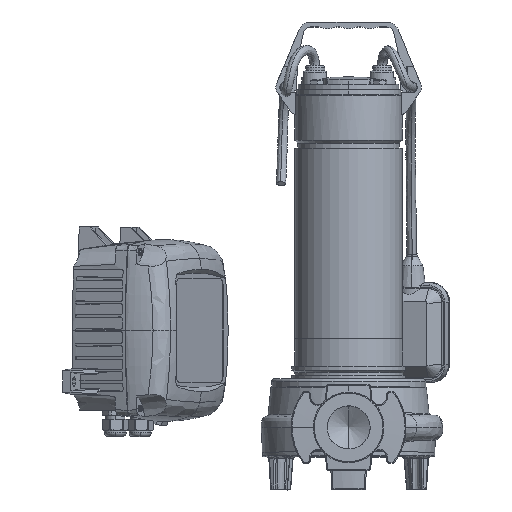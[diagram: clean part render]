
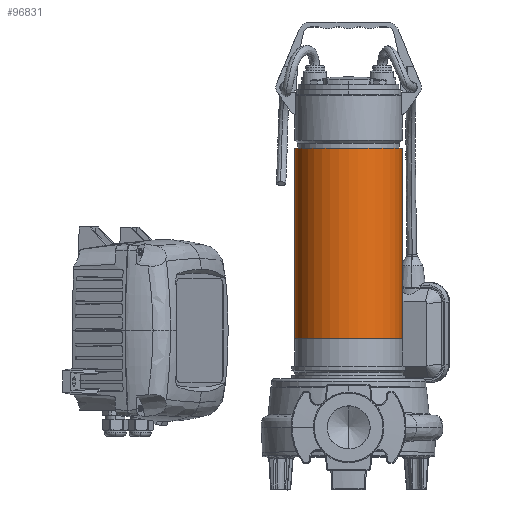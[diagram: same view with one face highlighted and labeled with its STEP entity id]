
A CAD part, top view. The second image highlights one B-rep face of the part: STEP entity #96831.
In plain terms, the highlighted cylindrical face has radius 56 mm (diameter 112 mm), a partial arc.
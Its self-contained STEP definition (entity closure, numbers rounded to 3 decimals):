
#6606 = EDGE_LOOP ( 'NONE', ( #147558, #108553, #111634, #112918 ) ) ;
#10806 = VECTOR ( 'NONE', #185875, 1000. ) ;
#15252 = DIRECTION ( 'NONE',  ( 0., 0., -1. ) ) ;
#25453 = CARTESIAN_POINT ( 'NONE',  ( 0., -56., 322. ) ) ;
#30981 = DIRECTION ( 'NONE',  ( 0., 0., 1. ) ) ;
#31073 = FACE_OUTER_BOUND ( 'NONE', #6606, .T. ) ;
#37219 = CIRCLE ( 'NONE', #71034, 56. ) ;
#48379 = EDGE_CURVE ( 'NONE', #69528, #187070, #135390, .T. ) ;
#51558 = EDGE_CURVE ( 'NONE', #187070, #66874, #143462, .T. ) ;
#62092 = VECTOR ( 'NONE', #154388, 1000. ) ;
#66874 = VERTEX_POINT ( 'NONE', #203584 ) ;
#69528 = VERTEX_POINT ( 'NONE', #25453 ) ;
#70029 = EDGE_CURVE ( 'NONE', #138700, #66874, #202788, .T. ) ;
#71034 = AXIS2_PLACEMENT_3D ( 'NONE', #103693, #119566, #115391 ) ;
#78580 = CARTESIAN_POINT ( 'NONE',  ( 0., 0., 123. ) ) ;
#79728 = DIRECTION ( 'NONE',  ( 0., 1., 0. ) ) ;
#82840 = CYLINDRICAL_SURFACE ( 'NONE', #148342, 56. ) ;
#96831 = ADVANCED_FACE ( 'NONE', ( #31073 ), #82840, .T. ) ;
#97697 = CARTESIAN_POINT ( 'NONE',  ( 0., 0., 322. ) ) ;
#99418 = EDGE_CURVE ( 'NONE', #138700, #69528, #37219, .T. ) ;
#102633 = CARTESIAN_POINT ( 'NONE',  ( 0., -56., 322. ) ) ;
#103693 = CARTESIAN_POINT ( 'NONE',  ( 0., 0., 322. ) ) ;
#108553 = ORIENTED_EDGE ( 'NONE', *, *, #48379, .T. ) ;
#111634 = ORIENTED_EDGE ( 'NONE', *, *, #51558, .T. ) ;
#112918 = ORIENTED_EDGE ( 'NONE', *, *, #70029, .F. ) ;
#115391 = DIRECTION ( 'NONE',  ( 0., 1., 0. ) ) ;
#119566 = DIRECTION ( 'NONE',  ( 0., 0., -1. ) ) ;
#135390 = LINE ( 'NONE', #102633, #62092 ) ;
#138700 = VERTEX_POINT ( 'NONE', #195281 ) ;
#143462 = CIRCLE ( 'NONE', #200939, 56. ) ;
#147558 = ORIENTED_EDGE ( 'NONE', *, *, #99418, .T. ) ;
#148342 = AXIS2_PLACEMENT_3D ( 'NONE', #97697, #15252, #79728 ) ;
#154388 = DIRECTION ( 'NONE',  ( 0., 0., -1. ) ) ;
#154658 = CARTESIAN_POINT ( 'NONE',  ( 0., -56., 123. ) ) ;
#174796 = DIRECTION ( 'NONE',  ( 0., 1., 0. ) ) ;
#185875 = DIRECTION ( 'NONE',  ( 0., 0., -1. ) ) ;
#187070 = VERTEX_POINT ( 'NONE', #154658 ) ;
#195281 = CARTESIAN_POINT ( 'NONE',  ( 0., 56., 322. ) ) ;
#200939 = AXIS2_PLACEMENT_3D ( 'NONE', #78580, #30981, #174796 ) ;
#201742 = CARTESIAN_POINT ( 'NONE',  ( 0., 56., 322. ) ) ;
#202788 = LINE ( 'NONE', #201742, #10806 ) ;
#203584 = CARTESIAN_POINT ( 'NONE',  ( 0., 56., 123. ) ) ;
